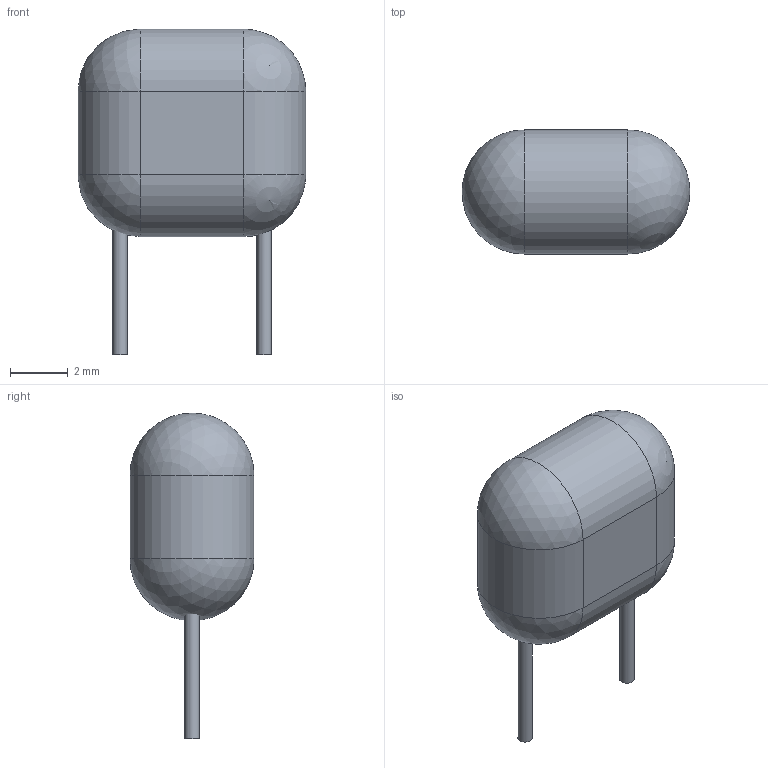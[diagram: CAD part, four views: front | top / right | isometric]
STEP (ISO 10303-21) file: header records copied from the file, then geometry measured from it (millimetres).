
FILE_DESCRIPTION(/* description */ (''),/* implementation_level */ '2;1');
FILE_NAME(/* name */ 'CAPR500-430X790X720.stp',/* time_stamp */ '2017-03-02T18:10:39+01:00',/* author */ ('bcivel'),/* organization */ (''),/* preprocessor_version */ 'ST-DEVELOPER v16.1',/* originating_system */ 'AutoCAD Mechanical',/* authorisation */ '');
FILE_SCHEMA (('AUTOMOTIVE_DESIGN { 1 0 10303 214 3 1 1 }'));
Length unit declared in the file: millimetre
Products named in the file (1): Product
Bounding box: 7.9 x 4.3 x 11.3 mm (x, y, z)
Volume: 182.9 mm3; surface area: 183.3 mm2
Topology: 3 solids, 3 shells, 16 faces, 26 edges, 14 vertices
Faces by surface type: cylinder 6, plane 6, sphere 4
Full cylindrical faces by diameter (mm): 0.5 x2
Entity records: 361 total; most frequent: DIRECTION 66, CARTESIAN_POINT 49, ORIENTED_EDGE 40, AXIS2_PLACEMENT_3D 29, EDGE_CURVE 20, EDGE_LOOP 18, FACE_OUTER_BOUND 16, ADVANCED_FACE 16
